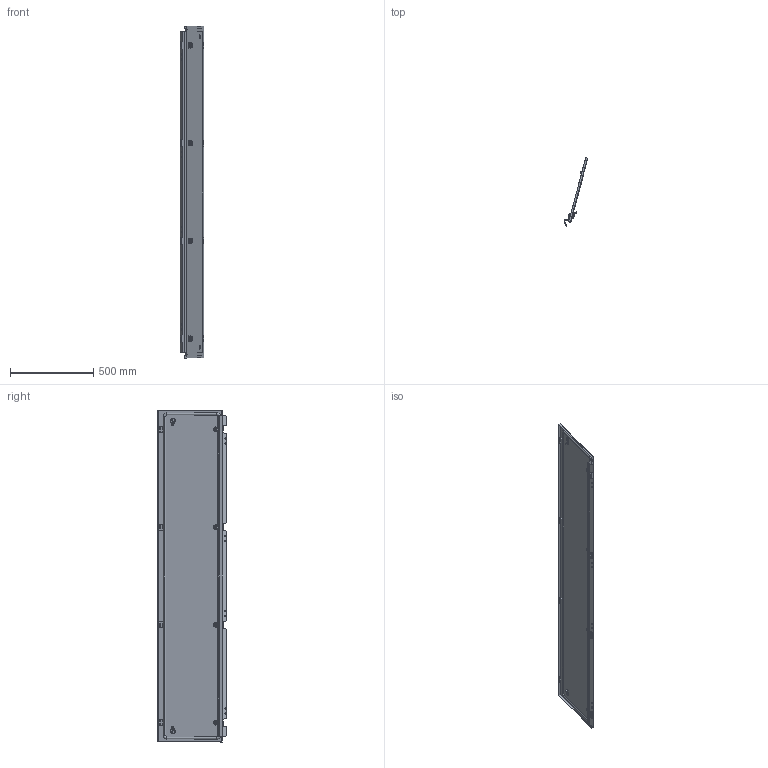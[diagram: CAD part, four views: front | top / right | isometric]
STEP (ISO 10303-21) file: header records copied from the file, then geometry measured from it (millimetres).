
FILE_DESCRIPTION (( 'STEP AP203' ), '1' );
FILE_NAME ('FO-00-DBC-200-040 FORMAT Äâåðü âñòðîåííîãî îòñåêà 2000õ400 IEK.STEP', '2024-08-03T08:52:44', ( '' ), ( '' ), 'SwSTEP 2.0', 'SolidWorks 2022', '' );
FILE_SCHEMA (( 'CONFIG_CONTROL_DESIGN' ));
Length unit declared in the file: millimetre
Products named in the file (1): FO-00-DBC-200-040 FORMAT Дверь встроенного отсека 2000х400 IEK
Bounding box: 141.17 x 407.79 x 1990 mm (x, y, z)
Volume: 2418432 mm3; surface area: 2094738.9 mm2
Topology: 5 solids, 25 shells, 3478 faces, 9783 edges, 6178 vertices
Faces by surface type: cylinder 1104, plane 998, bspline 868, sphere 228, cone 160, torus 120
Entity records: 212502 total; most frequent: CARTESIAN_POINT 131592, ORIENTED_EDGE 19526, DIRECTION 13695, EDGE_CURVE 9763, VERTEX_POINT 6174, AXIS2_PLACEMENT_3D 4981, LINE 3733, VECTOR 3733
